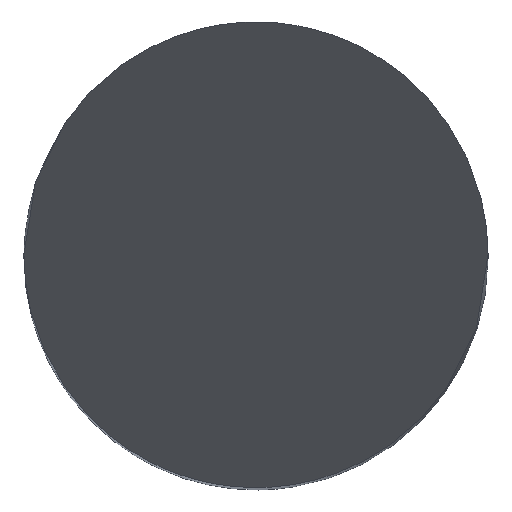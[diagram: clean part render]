
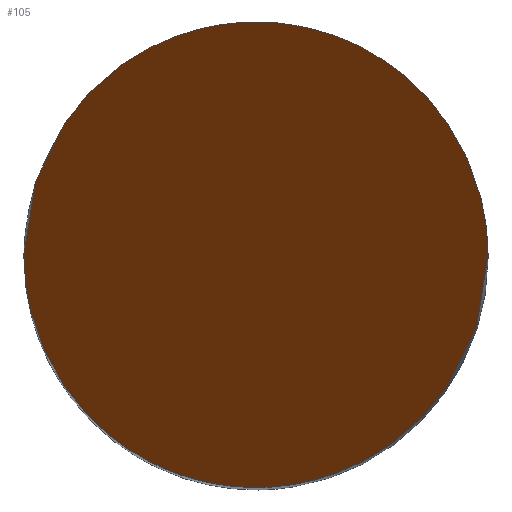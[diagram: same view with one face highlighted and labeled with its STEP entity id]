
A CAD part, top view. The second image highlights one B-rep face of the part: STEP entity #105.
In plain terms, the highlighted planar face has unit normal (0, -0.866, 0.5).
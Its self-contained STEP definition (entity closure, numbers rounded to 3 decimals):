
#79=PLANE('',#783);
#105=ADVANCED_FACE('',(#155),#79,.F.);
#155=FACE_OUTER_BOUND('',#196,.T.);
#196=EDGE_LOOP('',(#379,#380));
#379=ORIENTED_EDGE('',*,*,#604,.F.);
#380=ORIENTED_EDGE('',*,*,#623,.F.);
#527=VERTEX_POINT('',#1399);
#528=VERTEX_POINT('',#1400);
#604=EDGE_CURVE('',#527,#528,#717,.T.);
#623=EDGE_CURVE('',#528,#527,#721,.T.);
#717=(
BOUNDED_CURVE()
B_SPLINE_CURVE(3,(#1395,#1396,#1397,#1398),.UNSPECIFIED.,.F.,.F.)
B_SPLINE_CURVE_WITH_KNOTS((4,4),(0.,1.),.UNSPECIFIED.)
CURVE()
GEOMETRIC_REPRESENTATION_ITEM()
RATIONAL_B_SPLINE_CURVE((1.,0.333,0.333,1.))
REPRESENTATION_ITEM('')
);
#721=(
BOUNDED_CURVE()
B_SPLINE_CURVE(3,(#1481,#1482,#1483,#1484),.UNSPECIFIED.,.F.,.F.)
B_SPLINE_CURVE_WITH_KNOTS((4,4),(0.,1.),.UNSPECIFIED.)
CURVE()
GEOMETRIC_REPRESENTATION_ITEM()
RATIONAL_B_SPLINE_CURVE((1.,0.333,0.333,1.))
REPRESENTATION_ITEM('')
);
#783=AXIS2_PLACEMENT_3D('',#1505,#878,#879);
#878=DIRECTION('',(0.,0.866,-0.5));
#879=DIRECTION('',(0.,0.5,0.866));
#1395=CARTESIAN_POINT('',(-2.,0.,0.));
#1396=CARTESIAN_POINT('',(-2.,4.,6.928));
#1397=CARTESIAN_POINT('',(2.,4.,6.928));
#1398=CARTESIAN_POINT('',(2.,0.,0.));
#1399=CARTESIAN_POINT('',(-2.,0.,0.));
#1400=CARTESIAN_POINT('',(2.,0.,0.));
#1481=CARTESIAN_POINT('',(2.,0.,0.));
#1482=CARTESIAN_POINT('',(2.,-4.,-6.928));
#1483=CARTESIAN_POINT('',(-2.,-4.,-6.928));
#1484=CARTESIAN_POINT('',(-2.,0.,0.));
#1505=CARTESIAN_POINT('',(2.,2.,3.464));
